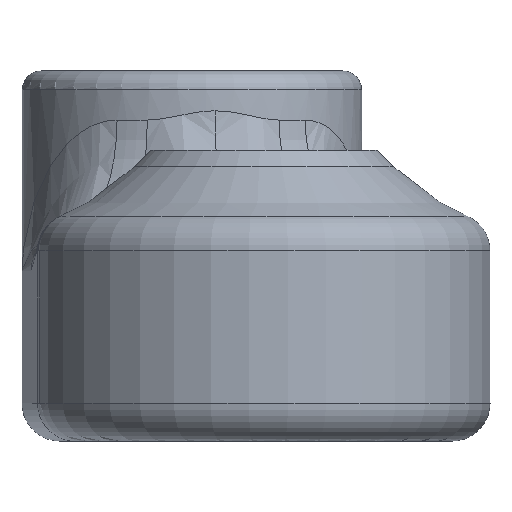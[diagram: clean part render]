
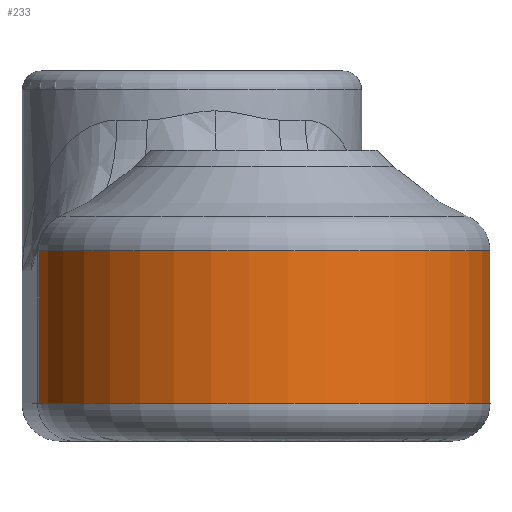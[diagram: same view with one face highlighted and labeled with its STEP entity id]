
A CAD part, left-side view. The second image highlights one B-rep face of the part: STEP entity #233.
In plain terms, the highlighted cylindrical face has radius 6 mm (diameter 12 mm), a partial arc.
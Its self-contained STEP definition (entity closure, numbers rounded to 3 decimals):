
#156=CARTESIAN_POINT('',(462.972,216.234,20.5));
#157=VERTEX_POINT('',#156);
#181=CARTESIAN_POINT('',(460.701,228.,20.5));
#182=VERTEX_POINT('',#181);
#183=CARTESIAN_POINT('',(461.52,222.056,20.5));
#184=DIRECTION('',(-0.,-0.,-1.));
#185=DIRECTION('',(0.991,0.137,-0.));
#186=AXIS2_PLACEMENT_3D('',#183,#184,#185);
#187=CIRCLE('',#186,6.);
#188=EDGE_CURVE('',#157,#182,#187,.T.);
#202=CARTESIAN_POINT('',(461.52,222.056,19.5));
#203=DIRECTION('',(0.,0.,1.));
#204=DIRECTION('',(-0.137,0.991,-0.));
#205=AXIS2_PLACEMENT_3D('',#202,#203,#204);
#206=CYLINDRICAL_SURFACE('',#205,6.);
#207=CARTESIAN_POINT('',(460.701,228.,24.536));
#208=VERTEX_POINT('',#207);
#209=CARTESIAN_POINT('',(460.701,228.,24.536));
#210=DIRECTION('',(-0.,-0.,-1.));
#211=VECTOR('',#210,4.036);
#212=LINE('',#209,#211);
#213=EDGE_CURVE('',#208,#182,#212,.T.);
#214=ORIENTED_EDGE('',*,*,#213,.T.);
#215=ORIENTED_EDGE('',*,*,#188,.F.);
#216=CARTESIAN_POINT('',(462.972,216.234,24.536));
#217=VERTEX_POINT('',#216);
#218=CARTESIAN_POINT('',(462.972,216.234,20.5));
#219=DIRECTION('',(0.,0.,1.));
#220=VECTOR('',#219,4.036);
#221=LINE('',#218,#220);
#222=EDGE_CURVE('',#157,#217,#221,.T.);
#223=ORIENTED_EDGE('',*,*,#222,.T.);
#224=CARTESIAN_POINT('',(461.52,222.056,24.536));
#225=DIRECTION('',(-0.,-0.,-1.));
#226=DIRECTION('',(0.991,0.137,-0.));
#227=AXIS2_PLACEMENT_3D('',#224,#225,#226);
#228=CIRCLE('',#227,6.);
#229=EDGE_CURVE('',#217,#208,#228,.T.);
#230=ORIENTED_EDGE('',*,*,#229,.T.);
#231=EDGE_LOOP('',(#214,#215,#223,#230));
#232=FACE_BOUND('',#231,.T.);
#233=ADVANCED_FACE('',(#232),#206,.T.);
